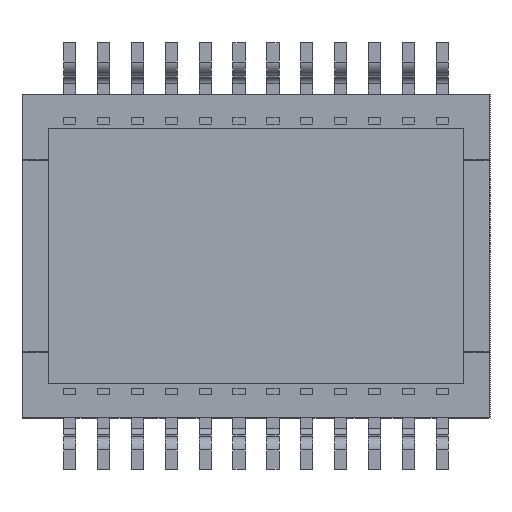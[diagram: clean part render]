
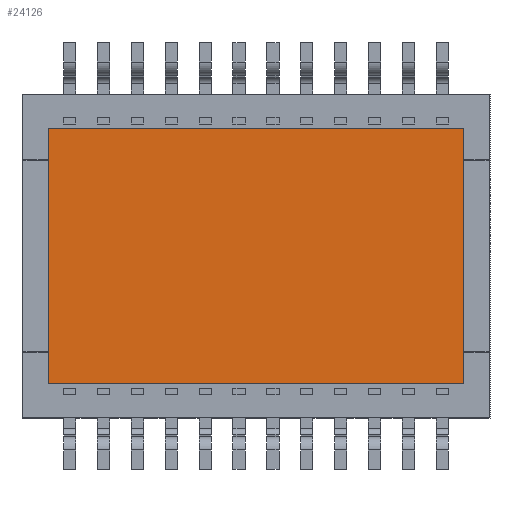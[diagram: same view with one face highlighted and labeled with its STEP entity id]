
A CAD part, front view. The second image highlights one B-rep face of the part: STEP entity #24126.
In plain terms, the highlighted planar face has unit normal (0, -1, 0).
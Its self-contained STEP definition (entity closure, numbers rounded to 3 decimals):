
#4851=DIRECTION('',(0.,0.,1.));
#4852=VECTOR('',#4851,9.55);
#4853=CARTESIAN_POINT('',(87.844,2.9,-24.775));
#4854=LINE('',#4853,#4852);
#4855=DIRECTION('',(1.,0.,0.));
#4856=VECTOR('',#4855,15.57);
#4857=CARTESIAN_POINT('',(72.274,2.9,-24.775));
#4858=LINE('',#4857,#4856);
#4859=DIRECTION('',(0.,0.,-1.));
#4860=VECTOR('',#4859,9.55);
#4861=CARTESIAN_POINT('',(72.274,2.9,-15.225));
#4862=LINE('',#4861,#4860);
#4863=DIRECTION('',(-1.,0.,0.));
#4864=VECTOR('',#4863,15.57);
#4865=CARTESIAN_POINT('',(87.844,2.9,-15.225));
#4866=LINE('',#4865,#4864);
#15301=CARTESIAN_POINT('',(72.274,2.9,-15.225));
#15302=VERTEX_POINT('',#15301);
#15307=CARTESIAN_POINT('',(72.274,2.9,-24.775));
#15308=VERTEX_POINT('',#15307);
#15309=CARTESIAN_POINT('',(87.844,2.9,-24.775));
#15310=VERTEX_POINT('',#15309);
#15315=CARTESIAN_POINT('',(87.844,2.9,-15.225));
#15316=VERTEX_POINT('',#15315);
#24115=CARTESIAN_POINT('',(80.059,2.9,-20.));
#24116=DIRECTION('',(0.,1.,0.));
#24117=DIRECTION('',(-1.,0.,0.));
#24118=AXIS2_PLACEMENT_3D('',#24115,#24116,#24117);
#24119=PLANE('',#24118);
#24120=ORIENTED_EDGE('',*,*,#24050,.F.);
#24121=ORIENTED_EDGE('',*,*,#24072,.F.);
#24122=ORIENTED_EDGE('',*,*,#24086,.F.);
#24123=ORIENTED_EDGE('',*,*,#24107,.F.);
#24124=EDGE_LOOP('',(#24120,#24121,#24122,#24123));
#24125=FACE_OUTER_BOUND('',#24124,.F.);
#24050=EDGE_CURVE('',#15310,#15316,#4854,.T.);
#24072=EDGE_CURVE('',#15308,#15310,#4858,.T.);
#24086=EDGE_CURVE('',#15302,#15308,#4862,.T.);
#24107=EDGE_CURVE('',#15316,#15302,#4866,.T.);
#24126=ADVANCED_FACE('',(#24125),#24119,.F.);
